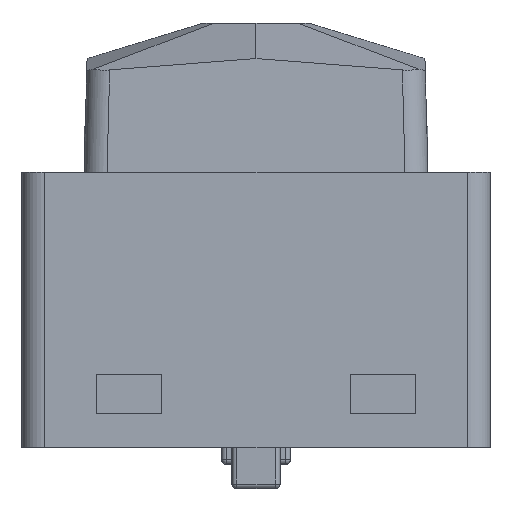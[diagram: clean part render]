
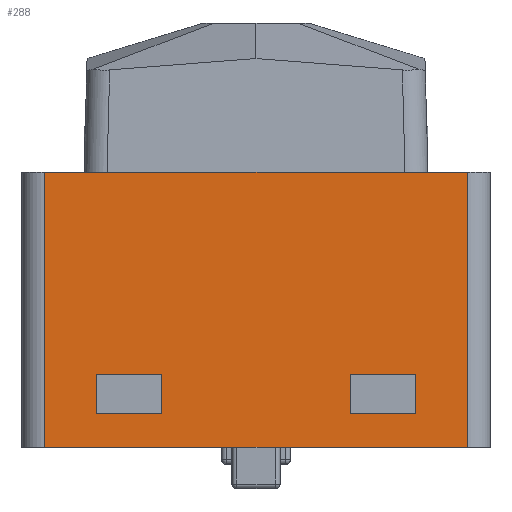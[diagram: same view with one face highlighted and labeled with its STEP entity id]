
A CAD part, left-side view. The second image highlights one B-rep face of the part: STEP entity #288.
In plain terms, the highlighted planar face has unit normal (-1, 0, 0).
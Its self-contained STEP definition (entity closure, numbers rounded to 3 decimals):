
#157=FACE_BOUND('',#707,.T.);
#158=FACE_BOUND('',#708,.T.);
#159=FACE_BOUND('',#709,.T.);
#288=ADVANCED_FACE('',(#157,#158,#159),#437,.T.);
#437=PLANE('',#2804);
#707=EDGE_LOOP('',(#1044,#1045,#1046,#1047));
#708=EDGE_LOOP('',(#1048,#1049,#1050,#1051));
#709=EDGE_LOOP('',(#1052,#1053,#1054,#1055));
#1044=ORIENTED_EDGE('',*,*,#1960,.T.);
#1045=ORIENTED_EDGE('',*,*,#1986,.T.);
#1046=ORIENTED_EDGE('',*,*,#1828,.F.);
#1047=ORIENTED_EDGE('',*,*,#1987,.T.);
#1048=ORIENTED_EDGE('',*,*,#1891,.T.);
#1049=ORIENTED_EDGE('',*,*,#1893,.T.);
#1050=ORIENTED_EDGE('',*,*,#1885,.T.);
#1051=ORIENTED_EDGE('',*,*,#1888,.F.);
#1052=ORIENTED_EDGE('',*,*,#1873,.T.);
#1053=ORIENTED_EDGE('',*,*,#1876,.T.);
#1054=ORIENTED_EDGE('',*,*,#1879,.T.);
#1055=ORIENTED_EDGE('',*,*,#1881,.F.);
#1586=VERTEX_POINT('',#3808);
#1587=VERTEX_POINT('',#3809);
#1623=VERTEX_POINT('',#3895);
#1625=VERTEX_POINT('',#3899);
#1627=VERTEX_POINT('',#3905);
#1629=VERTEX_POINT('',#3911);
#1631=VERTEX_POINT('',#3919);
#1633=VERTEX_POINT('',#3923);
#1635=VERTEX_POINT('',#3929);
#1637=VERTEX_POINT('',#3935);
#1688=VERTEX_POINT('',#4079);
#1689=VERTEX_POINT('',#4081);
#1828=EDGE_CURVE('',#1586,#1587,#2196,.T.);
#1873=EDGE_CURVE('',#1623,#1625,#2227,.T.);
#1876=EDGE_CURVE('',#1625,#1627,#2230,.T.);
#1879=EDGE_CURVE('',#1627,#1629,#2233,.T.);
#1881=EDGE_CURVE('',#1623,#1629,#2235,.T.);
#1885=EDGE_CURVE('',#1631,#1633,#2239,.T.);
#1888=EDGE_CURVE('',#1635,#1633,#2242,.T.);
#1891=EDGE_CURVE('',#1635,#1637,#2245,.T.);
#1893=EDGE_CURVE('',#1637,#1631,#2247,.T.);
#1960=EDGE_CURVE('',#1689,#1688,#2301,.T.);
#1986=EDGE_CURVE('',#1688,#1587,#2316,.T.);
#1987=EDGE_CURVE('',#1586,#1689,#2317,.T.);
#2196=LINE('',#3807,#2462);
#2227=LINE('',#3900,#2493);
#2230=LINE('',#3906,#2496);
#2233=LINE('',#3912,#2499);
#2235=LINE('',#3915,#2501);
#2239=LINE('',#3924,#2505);
#2242=LINE('',#3930,#2508);
#2245=LINE('',#3936,#2511);
#2247=LINE('',#3939,#2513);
#2301=LINE('',#4080,#2567);
#2316=LINE('',#4129,#2582);
#2317=LINE('',#4130,#2583);
#2462=VECTOR('',#3005,1.);
#2493=VECTOR('',#3080,1.);
#2496=VECTOR('',#3085,1.);
#2499=VECTOR('',#3090,1.);
#2501=VECTOR('',#3094,1.);
#2505=VECTOR('',#3100,1.);
#2508=VECTOR('',#3105,1.);
#2511=VECTOR('',#3110,1.);
#2513=VECTOR('',#3114,1.);
#2567=VECTOR('',#3240,1.);
#2582=VECTOR('',#3281,1.);
#2583=VECTOR('',#3282,1.);
#2804=AXIS2_PLACEMENT_3D('',#4131,#3283,#3284);
#3005=DIRECTION('',(0.,-1.,0.));
#3080=DIRECTION('',(0.,1.,0.));
#3085=DIRECTION('',(0.,0.,1.));
#3090=DIRECTION('',(0.,-1.,0.));
#3094=DIRECTION('',(0.,0.,1.));
#3100=DIRECTION('',(0.,0.,-1.));
#3105=DIRECTION('',(0.,-1.,0.));
#3110=DIRECTION('',(0.,0.,1.));
#3114=DIRECTION('',(0.,-1.,0.));
#3240=DIRECTION('',(0.,-1.,0.));
#3281=DIRECTION('',(0.,0.,1.));
#3282=DIRECTION('',(0.,0.,-1.));
#3283=DIRECTION('',(-1.,0.,0.));
#3284=DIRECTION('',(0.,0.,-1.));
#3807=CARTESIAN_POINT('',(-4.207,0.25,6.201));
#3808=CARTESIAN_POINT('',(-4.207,17.208,6.201));
#3809=CARTESIAN_POINT('',(-4.207,-1.208,6.201));
#3895=CARTESIAN_POINT('',(-4.207,1.06,-4.34));
#3899=CARTESIAN_POINT('',(-4.207,3.879,-4.34));
#3900=CARTESIAN_POINT('',(-4.207,8.,-4.34));
#3905=CARTESIAN_POINT('',(-4.207,3.878,-2.612));
#3906=CARTESIAN_POINT('',(-4.207,3.877,-0.102));
#3911=CARTESIAN_POINT('',(-4.207,1.061,-2.612));
#3912=CARTESIAN_POINT('',(-4.207,8.,-2.612));
#3915=CARTESIAN_POINT('',(-4.207,1.06,-3.598));
#3919=CARTESIAN_POINT('',(-4.207,12.122,-2.612));
#3923=CARTESIAN_POINT('',(-4.207,12.121,-4.34));
#3924=CARTESIAN_POINT('',(-4.207,12.123,-0.102));
#3929=CARTESIAN_POINT('',(-4.207,14.94,-4.34));
#3930=CARTESIAN_POINT('',(-4.207,2.469,-4.34));
#3935=CARTESIAN_POINT('',(-4.207,14.939,-2.612));
#3936=CARTESIAN_POINT('',(-4.207,14.938,-0.097));
#3939=CARTESIAN_POINT('',(-4.207,8.,-2.612));
#4079=CARTESIAN_POINT('',(-4.207,-1.208,-5.799));
#4080=CARTESIAN_POINT('',(-4.207,8.,-5.799));
#4081=CARTESIAN_POINT('',(-4.207,17.208,-5.799));
#4129=CARTESIAN_POINT('',(-4.207,-1.208,-0.1));
#4130=CARTESIAN_POINT('',(-4.207,17.208,-0.1));
#4131=CARTESIAN_POINT('',(-4.207,8.,-0.1));
